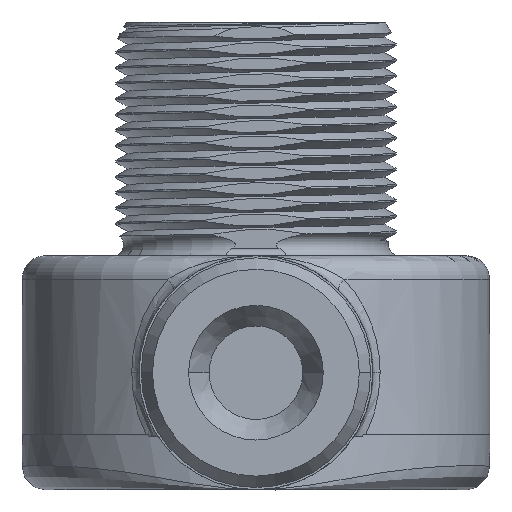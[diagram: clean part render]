
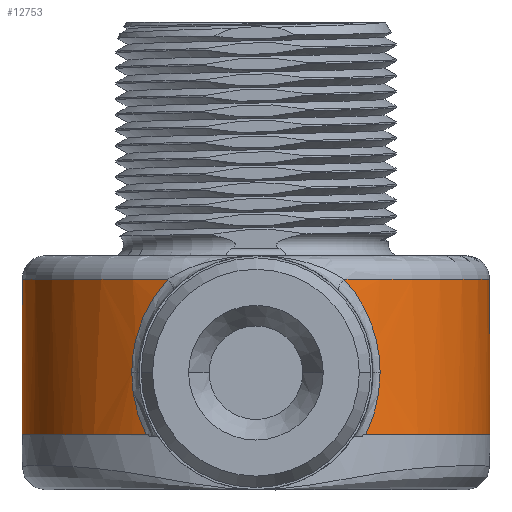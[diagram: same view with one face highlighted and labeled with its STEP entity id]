
A CAD part, front view. The second image highlights one B-rep face of the part: STEP entity #12753.
In plain terms, the highlighted cylindrical face has radius 15 mm (diameter 30 mm), a partial arc.
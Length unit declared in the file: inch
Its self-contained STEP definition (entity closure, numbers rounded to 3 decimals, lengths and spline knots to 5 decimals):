
#218=CARTESIAN_POINT('',(0.,0.,-0.4515));
#219=DIRECTION('',(0.,0.,1.));
#220=DIRECTION('',(0.47,-0.883,0.));
#221=AXIS2_PLACEMENT_3D('',#218,#219,#220);
#223=CARTESIAN_POINT('',(0.27745,-0.52132,
-0.4515));
#224=CARTESIAN_POINT('',(0.27995,-0.51998,
-0.44643));
#225=CARTESIAN_POINT('',(0.28469,-0.51742,
-0.43623));
#226=CARTESIAN_POINT('',(0.29099,-0.5139,
-0.42072));
#227=CARTESIAN_POINT('',(0.2965,-0.51074,
-0.40508));
#228=CARTESIAN_POINT('',(0.30121,-0.50797,
-0.38934));
#229=CARTESIAN_POINT('',(0.30515,-0.50561,
-0.37357));
#230=CARTESIAN_POINT('',(0.30832,-0.50368,
-0.35781));
#231=CARTESIAN_POINT('',(0.31077,-0.50217,
-0.34208));
#232=CARTESIAN_POINT('',(0.31248,-0.5011,
-0.3264));
#233=CARTESIAN_POINT('',(0.3135,-0.50047,
-0.31078));
#234=CARTESIAN_POINT('',(0.31373,-0.50032,
-0.30043));
#235=CARTESIAN_POINT('',(0.31373,-0.50032,
-0.29528));
#237=CARTESIAN_POINT('',(0.31373,-0.50032,
-0.29528));
#238=CARTESIAN_POINT('',(0.31373,-0.50032,
-0.28989));
#239=CARTESIAN_POINT('',(0.31348,-0.50048,
-0.27909));
#240=CARTESIAN_POINT('',(0.31237,-0.50118,
-0.26275));
#241=CARTESIAN_POINT('',(0.31049,-0.50235,
-0.24632));
#242=CARTESIAN_POINT('',(0.3078,-0.504,
-0.22982));
#243=CARTESIAN_POINT('',(0.30431,-0.50611,
-0.2133));
#244=CARTESIAN_POINT('',(0.29998,-0.5087,
-0.19679));
#245=CARTESIAN_POINT('',(0.29479,-0.51172,
-0.18033));
#246=CARTESIAN_POINT('',(0.28873,-0.51517,
-0.16398));
#247=CARTESIAN_POINT('',(0.28178,-0.51901,
-0.14779));
#248=CARTESIAN_POINT('',(0.27394,-0.5232,
-0.13182));
#249=CARTESIAN_POINT('',(0.26521,-0.52768,
-0.11619));
#250=CARTESIAN_POINT('',(0.25564,-0.53239,
-0.10099));
#251=CARTESIAN_POINT('',(0.24526,-0.53726,
-0.08633));
#252=CARTESIAN_POINT('',(0.23413,-0.54221,
-0.07227));
#253=CARTESIAN_POINT('',(0.22627,-0.5455,
-0.06339));
#254=CARTESIAN_POINT('',(0.22223,-0.54714,
-0.05906));
#256=CARTESIAN_POINT('',(0.,0.,-0.05906));
#257=DIRECTION('',(0.,0.,-1.));
#258=DIRECTION('',(-1.,0.,0.));
#259=AXIS2_PLACEMENT_3D('',#256,#257,#258);
#261=CARTESIAN_POINT('',(0.,0.,-0.05906));
#262=DIRECTION('',(0.,0.,-1.));
#263=DIRECTION('',(-0.376,-0.926,0.));
#264=AXIS2_PLACEMENT_3D('',#261,#262,#263);
#266=CARTESIAN_POINT('',(-0.22222,-0.54714,
-0.05906));
#267=CARTESIAN_POINT('',(-0.22627,-0.5455,
-0.06338));
#268=CARTESIAN_POINT('',(-0.23413,-0.54221,
-0.07227));
#269=CARTESIAN_POINT('',(-0.24526,-0.53726,
-0.08632));
#270=CARTESIAN_POINT('',(-0.25563,-0.53239,
-0.10099));
#271=CARTESIAN_POINT('',(-0.26521,-0.52768,
-0.11618));
#272=CARTESIAN_POINT('',(-0.27393,-0.5232,
-0.13181));
#273=CARTESIAN_POINT('',(-0.28178,-0.51901,
-0.14778));
#274=CARTESIAN_POINT('',(-0.28873,-0.51518,
-0.16397));
#275=CARTESIAN_POINT('',(-0.29479,-0.51173,
-0.18032));
#276=CARTESIAN_POINT('',(-0.29998,-0.5087,
-0.19677));
#277=CARTESIAN_POINT('',(-0.30431,-0.50612,
-0.21328));
#278=CARTESIAN_POINT('',(-0.3078,-0.504,
-0.22981));
#279=CARTESIAN_POINT('',(-0.31048,-0.50235,
-0.24631));
#280=CARTESIAN_POINT('',(-0.31237,-0.50118,
-0.26274));
#281=CARTESIAN_POINT('',(-0.31348,-0.50048,
-0.27909));
#282=CARTESIAN_POINT('',(-0.31373,-0.50032,
-0.28989));
#283=CARTESIAN_POINT('',(-0.31373,-0.50032,
-0.29528));
#285=CARTESIAN_POINT('',(-0.31373,-0.50032,
-0.29528));
#286=CARTESIAN_POINT('',(-0.31373,-0.50032,
-0.30044));
#287=CARTESIAN_POINT('',(-0.3135,-0.50047,
-0.31078));
#288=CARTESIAN_POINT('',(-0.31248,-0.5011,
-0.32641));
#289=CARTESIAN_POINT('',(-0.31076,-0.50217,
-0.3421));
#290=CARTESIAN_POINT('',(-0.30832,-0.50368,
-0.35784));
#291=CARTESIAN_POINT('',(-0.30514,-0.50561,
-0.37361));
#292=CARTESIAN_POINT('',(-0.3012,-0.50797,
-0.38938));
#293=CARTESIAN_POINT('',(-0.29649,-0.51074,
-0.4051));
#294=CARTESIAN_POINT('',(-0.29099,-0.5139,
-0.42074));
#295=CARTESIAN_POINT('',(-0.28469,-0.51742,
-0.43624));
#296=CARTESIAN_POINT('',(-0.27995,-0.51999,
-0.44643));
#297=CARTESIAN_POINT('',(-0.27745,-0.52132,
-0.4515));
#664=CARTESIAN_POINT('',(0.22223,-0.54714,
-0.05906));
#11051=CARTESIAN_POINT('',(-0.59055,0.,
-0.05906));
#11053=VERTEX_POINT('',#11051);
#11112=VERTEX_POINT('',#664);
#11115=VERTEX_POINT('',#237);
#11120=VERTEX_POINT('',#266);
#11121=VERTEX_POINT('',#283);
#12083=CARTESIAN_POINT('',(0.27745,-0.52132,
-0.4515));
#12084=CARTESIAN_POINT('',(-0.27745,-0.52132,
-0.4515));
#12085=VERTEX_POINT('',#12083);
#12086=VERTEX_POINT('',#12084);
#12734=CARTESIAN_POINT('',(0.,0.,-0.64961));
#12735=DIRECTION('',(0.,0.,1.));
#12736=DIRECTION('',(1.,0.,0.));
#12737=AXIS2_PLACEMENT_3D('',#12734,#12735,#12736);
#12738=CYLINDRICAL_SURFACE('',#12737,0.59055);
#12739=ORIENTED_EDGE('',*,*,#12723,.F.);
#12741=ORIENTED_EDGE('',*,*,#12740,.T.);
#12743=ORIENTED_EDGE('',*,*,#12742,.T.);
#12745=ORIENTED_EDGE('',*,*,#12744,.F.);
#12747=ORIENTED_EDGE('',*,*,#12746,.F.);
#12749=ORIENTED_EDGE('',*,*,#12748,.T.);
#12750=ORIENTED_EDGE('',*,*,#12707,.T.);
#12751=EDGE_LOOP('',(#12739,#12741,#12743,#12745,#12747,#12749,#12750));
#12752=FACE_OUTER_BOUND('',#12751,.F.);
#12753=ADVANCED_FACE('',(#12752),#12738,.T.);
#222=CIRCLE('',#221,0.59055);
#236=B_SPLINE_CURVE_WITH_KNOTS('',3,(#223,#224,#225,#226,#227,#228,#229,#230,
#231,#232,#233,#234,#235),.UNSPECIFIED.,.F.,.F.,(4,1,1,1,1,1,1,1,1,1,4),(0.,
0.1,0.2,0.3,0.4,0.5,0.6,0.7,0.8,0.9,1.),.UNSPECIFIED.);
#255=B_SPLINE_CURVE_WITH_KNOTS('',3,(#237,#238,#239,#240,#241,#242,#243,#244,
#245,#246,#247,#248,#249,#250,#251,#252,#253,#254),.UNSPECIFIED.,.F.,.F.,(4,1,1,
1,1,1,1,1,1,1,1,1,1,1,1,4),(0.,0.06667,0.13333,0.2,
0.26667,0.33333,0.4,0.46667,0.53333,
0.6,0.66667,0.73333,0.8,0.86667,
0.93333,1.),.UNSPECIFIED.);
#260=CIRCLE('',#259,0.59055);
#265=CIRCLE('',#264,0.59055);
#284=B_SPLINE_CURVE_WITH_KNOTS('',3,(#266,#267,#268,#269,#270,#271,#272,#273,
#274,#275,#276,#277,#278,#279,#280,#281,#282,#283),.UNSPECIFIED.,.F.,.F.,(4,1,1,
1,1,1,1,1,1,1,1,1,1,1,1,4),(0.,0.06667,0.13333,0.2,
0.26667,0.33333,0.4,0.46667,0.53333,
0.6,0.66667,0.73333,0.8,0.86667,
0.93333,1.),.UNSPECIFIED.);
#298=B_SPLINE_CURVE_WITH_KNOTS('',3,(#285,#286,#287,#288,#289,#290,#291,#292,
#293,#294,#295,#296,#297),.UNSPECIFIED.,.F.,.F.,(4,1,1,1,1,1,1,1,1,1,4),(0.,
0.1,0.2,0.3,0.4,0.5,0.6,0.7,0.8,0.9,1.),.UNSPECIFIED.);
#12707=EDGE_CURVE('',#11121,#12086,#298,.T.);
#12723=EDGE_CURVE('',#12085,#12086,#222,.T.);
#12740=EDGE_CURVE('',#12085,#11115,#236,.T.);
#12742=EDGE_CURVE('',#11115,#11112,#255,.T.);
#12744=EDGE_CURVE('',#11053,#11112,#260,.T.);
#12746=EDGE_CURVE('',#11120,#11053,#265,.T.);
#12748=EDGE_CURVE('',#11120,#11121,#284,.T.);
